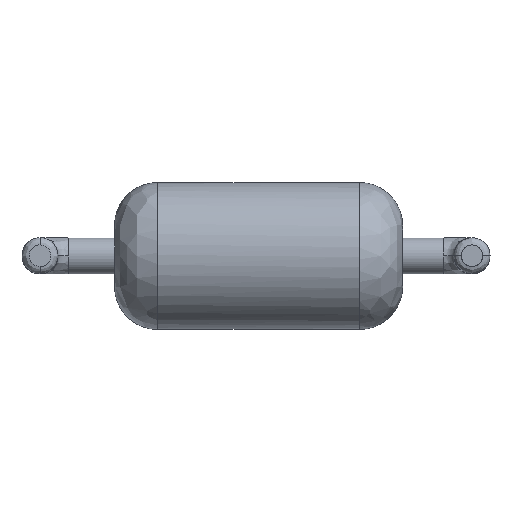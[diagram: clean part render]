
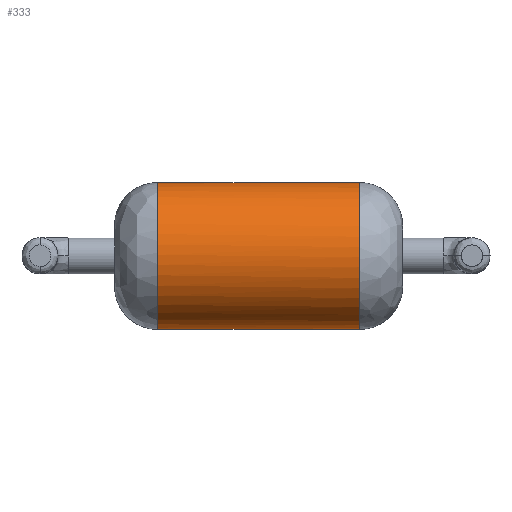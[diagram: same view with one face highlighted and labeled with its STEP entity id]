
A CAD part, front view. The second image highlights one B-rep face of the part: STEP entity #333.
In plain terms, the highlighted free-form (B-spline) face has degree [2, 1] with [9, 2] control points.
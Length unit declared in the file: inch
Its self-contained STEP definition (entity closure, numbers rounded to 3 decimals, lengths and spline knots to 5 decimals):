
#23=B_SPLINE_CURVE_WITH_KNOTS('',1,(#1554,#1555),.UNSPECIFIED.,.F.,.F.,
(2,2),(-0.14,0.),.UNSPECIFIED.);
#24=B_SPLINE_CURVE_WITH_KNOTS('',1,(#1561,#1562),.UNSPECIFIED.,.F.,.F.,
(2,2),(0.,0.14),.UNSPECIFIED.);
#43=(
BOUNDED_SURFACE()
B_SPLINE_SURFACE(2,1,((#1532,#1533),(#1534,#1535),(#1536,#1537),(#1538,
#1539),(#1540,#1541),(#1542,#1543),(#1544,#1545),(#1546,#1547),(#1548,#1549)),
 .UNSPECIFIED.,.T.,.F.,.F.)
B_SPLINE_SURFACE_WITH_KNOTS((3,2,2,2,3),(2,2),(0.,1.5708,3.14159,
4.71239,6.28319),(0.,0.16872),.UNSPECIFIED.)
GEOMETRIC_REPRESENTATION_ITEM()
RATIONAL_B_SPLINE_SURFACE(((1.,1.),(0.707,0.707),
(1.,1.),(0.707,0.707),(1.,1.),(0.707,
0.707),(1.,1.),(0.707,0.707),(1.,1.)))
REPRESENTATION_ITEM('')
SURFACE()
);
#333=ADVANCED_FACE('',(#357),#43,.T.);
#357=FACE_OUTER_BOUND('',#381,.T.);
#381=EDGE_LOOP('',(#477,#478,#479,#480));
#477=ORIENTED_EDGE('',*,*,#585,.T.);
#478=ORIENTED_EDGE('',*,*,#586,.T.);
#479=ORIENTED_EDGE('',*,*,#587,.T.);
#480=ORIENTED_EDGE('',*,*,#588,.T.);
#585=EDGE_CURVE('',#785,#786,#23,.T.);
#586=EDGE_CURVE('',#786,#787,#681,.T.);
#587=EDGE_CURVE('',#787,#788,#24,.T.);
#588=EDGE_CURVE('',#788,#785,#682,.T.);
#681=(
BOUNDED_CURVE()
B_SPLINE_CURVE(2,(#1556,#1557,#1558,#1559,#1560),.UNSPECIFIED.,.F.,.F.)
B_SPLINE_CURVE_WITH_KNOTS((3,2,3),(0.,0.08011,0.16022),
 .UNSPECIFIED.)
CURVE()
GEOMETRIC_REPRESENTATION_ITEM()
RATIONAL_B_SPLINE_CURVE((1.,0.707,1.,0.707,1.))
REPRESENTATION_ITEM('')
);
#682=(
BOUNDED_CURVE()
B_SPLINE_CURVE(2,(#1563,#1564,#1565,#1566,#1567),.UNSPECIFIED.,.F.,.F.)
B_SPLINE_CURVE_WITH_KNOTS((3,2,3),(0.,0.08011,0.16022),
 .UNSPECIFIED.)
CURVE()
GEOMETRIC_REPRESENTATION_ITEM()
RATIONAL_B_SPLINE_CURVE((1.,0.707,1.,0.707,1.))
REPRESENTATION_ITEM('')
);
#785=VERTEX_POINT('',#1550);
#786=VERTEX_POINT('',#1551);
#787=VERTEX_POINT('',#1552);
#788=VERTEX_POINT('',#1553);
#1532=CARTESIAN_POINT('',(0.23594,0.10505,0.0254));
#1533=CARTESIAN_POINT('',(0.06722,0.10505,0.0254));
#1534=CARTESIAN_POINT('',(0.23594,0.10505,-0.0256));
#1535=CARTESIAN_POINT('',(0.06722,0.10505,-0.0256));
#1536=CARTESIAN_POINT('',(0.23594,0.05405,-0.0256));
#1537=CARTESIAN_POINT('',(0.06722,0.05405,-0.0256));
#1538=CARTESIAN_POINT('',(0.23594,0.00305,-0.0256));
#1539=CARTESIAN_POINT('',(0.06722,0.00305,-0.0256));
#1540=CARTESIAN_POINT('',(0.23594,0.00305,0.0254));
#1541=CARTESIAN_POINT('',(0.06722,0.00305,0.0254));
#1542=CARTESIAN_POINT('',(0.23594,0.00305,0.0764));
#1543=CARTESIAN_POINT('',(0.06722,0.00305,0.0764));
#1544=CARTESIAN_POINT('',(0.23594,0.05405,0.0764));
#1545=CARTESIAN_POINT('',(0.06722,0.05405,0.0764));
#1546=CARTESIAN_POINT('',(0.23594,0.10505,0.0764));
#1547=CARTESIAN_POINT('',(0.06722,0.10505,0.0764));
#1548=CARTESIAN_POINT('',(0.23594,0.10505,0.0254));
#1549=CARTESIAN_POINT('',(0.06722,0.10505,0.0254));
#1550=CARTESIAN_POINT('',(0.08158,0.05405,-0.0256));
#1551=CARTESIAN_POINT('',(0.22158,0.05405,-0.0256));
#1552=CARTESIAN_POINT('',(0.22158,0.05405,0.0764));
#1553=CARTESIAN_POINT('',(0.08158,0.05405,0.0764));
#1554=CARTESIAN_POINT('',(0.08158,0.05405,-0.0256));
#1555=CARTESIAN_POINT('',(0.22158,0.05405,-0.0256));
#1556=CARTESIAN_POINT('',(0.22158,0.05405,-0.0256));
#1557=CARTESIAN_POINT('',(0.22158,0.00305,-0.0256));
#1558=CARTESIAN_POINT('',(0.22158,0.00305,0.0254));
#1559=CARTESIAN_POINT('',(0.22158,0.00305,0.0764));
#1560=CARTESIAN_POINT('',(0.22158,0.05405,0.0764));
#1561=CARTESIAN_POINT('',(0.22158,0.05405,0.0764));
#1562=CARTESIAN_POINT('',(0.08158,0.05405,0.0764));
#1563=CARTESIAN_POINT('',(0.08158,0.05405,0.0764));
#1564=CARTESIAN_POINT('',(0.08158,0.00305,0.0764));
#1565=CARTESIAN_POINT('',(0.08158,0.00305,0.0254));
#1566=CARTESIAN_POINT('',(0.08158,0.00305,-0.0256));
#1567=CARTESIAN_POINT('',(0.08158,0.05405,-0.0256));
